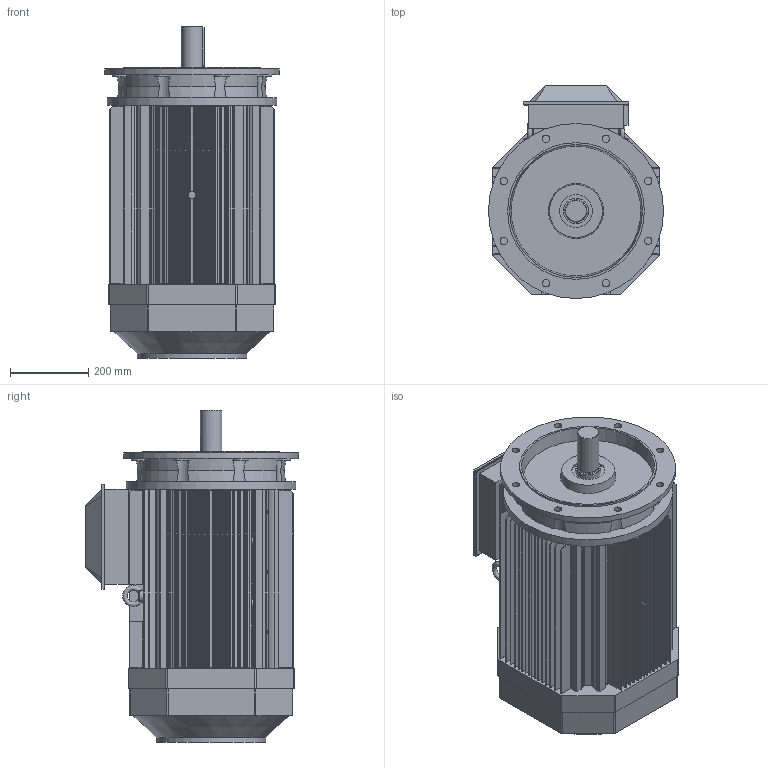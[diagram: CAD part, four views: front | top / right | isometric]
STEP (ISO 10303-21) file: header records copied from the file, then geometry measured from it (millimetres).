
FILE_DESCRIPTION((''),'2;1');
FILE_NAME('3GZV100086-24.stp','2015-07-02T11:29:53',('sejotaa1'),(''),'Autodesk Inventor 2011','Autodesk Inventor 2011','');
FILE_SCHEMA(('AUTOMOTIVE_DESIGN { 1 0 10303 214 1 1 1 1 }'));
Length unit declared in the file: millimetre
Products named in the file (1): 3GZV100086-24_Shrinkwrap_1
Bounding box: 448 x 545.6 x 849.99 mm (x, y, z)
Volume: 51422568.4 mm3; surface area: 4330788.5 mm2
Topology: 9 solids, 9 shells, 1065 faces, 2881 edges, 1894 vertices
Faces by surface type: plane 504, cylinder 469, cone 43, bspline 35, torus 14
Full cylindrical faces by diameter (mm): 3.3 x4, 5.5 x4, 12 x2, 16 x1, 19 x8, 40 x2, 54.4 x1, 55 x1, 57 x1, 59 x1, 59.4 x1, 60 x2, 64.4 x1, 65 x1, 71 x1, 75 x1, 76 x1, 85 x1, 279.576 x1, 350 x1, 364 x1, 372 x2, 434 x1, 448 x1
Entity records: 36764 total; most frequent: CARTESIAN_POINT 8514, DIRECTION 5813, ORIENTED_EDGE 5582, EDGE_CURVE 2791, AXIS2_PLACEMENT_3D 2146, VERTEX_POINT 1876, VECTOR 1521, LINE 1521
